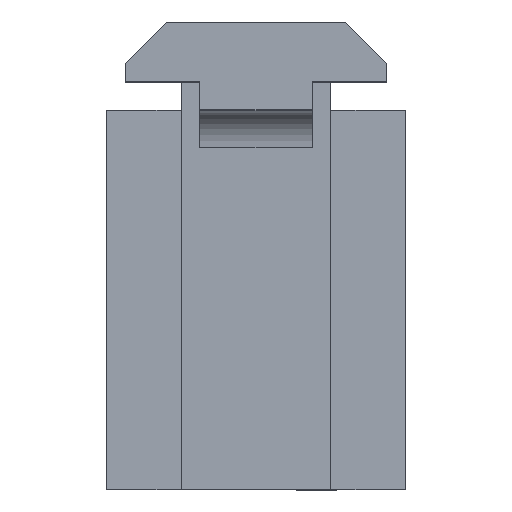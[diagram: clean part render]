
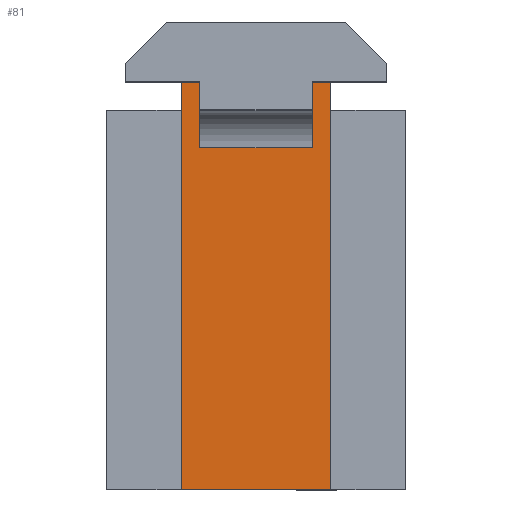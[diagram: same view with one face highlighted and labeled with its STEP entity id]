
A CAD part, top view. The second image highlights one B-rep face of the part: STEP entity #81.
In plain terms, the highlighted planar face has unit normal (0, 0, 1).
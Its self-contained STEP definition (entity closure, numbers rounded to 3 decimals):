
#81=ADVANCED_FACE('',(#169),#170,.T.);
#169=FACE_OUTER_BOUND('',#261,.T.);
#170=PLANE('',#262);
#261=EDGE_LOOP('',(#443,#444,#445,#446,#447,#448,#449,#450));
#262=AXIS2_PLACEMENT_3D('',#451,#452,#453);
#443=ORIENTED_EDGE('',*,*,#635,.T.);
#444=ORIENTED_EDGE('',*,*,#636,.F.);
#445=ORIENTED_EDGE('',*,*,#600,.F.);
#446=ORIENTED_EDGE('',*,*,#579,.T.);
#447=ORIENTED_EDGE('',*,*,#614,.T.);
#448=ORIENTED_EDGE('',*,*,#637,.T.);
#449=ORIENTED_EDGE('',*,*,#638,.T.);
#450=ORIENTED_EDGE('',*,*,#639,.F.);
#451=CARTESIAN_POINT('',(-4.4,-21.39,0.));
#452=DIRECTION('',(0.,0.,1.0));
#453=DIRECTION('',(0.,-1.0,0.));
#579=EDGE_CURVE('',#692,#690,#693,.T.);
#600=EDGE_CURVE('',#692,#727,#728,.T.);
#614=EDGE_CURVE('',#690,#749,#751,.T.);
#635=EDGE_CURVE('',#776,#777,#778,.T.);
#636=EDGE_CURVE('',#727,#777,#779,.T.);
#637=EDGE_CURVE('',#749,#780,#781,.T.);
#638=EDGE_CURVE('',#780,#782,#783,.T.);
#639=EDGE_CURVE('',#776,#782,#784,.T.);
#690=VERTEX_POINT('',#853);
#692=VERTEX_POINT('',#856);
#693=LINE('',#857,#858);
#727=VERTEX_POINT('',#917);
#728=LINE('',#918,#919);
#749=VERTEX_POINT('',#950);
#751=LINE('',#953,#954);
#776=VERTEX_POINT('',#990);
#777=VERTEX_POINT('',#991);
#778=LINE('',#992,#993);
#779=LINE('',#994,#995);
#780=VERTEX_POINT('',#996);
#781=LINE('',#997,#998);
#782=VERTEX_POINT('',#999);
#783=LINE('',#1000,#1001);
#784=LINE('',#1002,#1003);
#853=CARTESIAN_POINT('',(4.0,-20.3,0.));
#856=CARTESIAN_POINT('',(-4.0,-20.3,0.));
#857=CARTESIAN_POINT('',(-4.0,-20.3,0.));
#858=VECTOR('',#1087,8.0);
#917=CARTESIAN_POINT('',(-4.0,1.5,0.));
#918=CARTESIAN_POINT('',(-4.0,-20.3,0.));
#919=VECTOR('',#1107,21.8);
#950=CARTESIAN_POINT('',(4.0,1.5,0.));
#953=CARTESIAN_POINT('',(4.0,-20.3,0.));
#954=VECTOR('',#1119,21.8);
#990=CARTESIAN_POINT('',(-3.0,-2.0,0.));
#991=CARTESIAN_POINT('',(-3.0,1.5,0.));
#992=CARTESIAN_POINT('',(-3.0,-2.0,0.));
#993=VECTOR('',#1131,3.5);
#994=CARTESIAN_POINT('',(-4.0,1.5,0.));
#995=VECTOR('',#1132,1.0);
#996=CARTESIAN_POINT('',(3.0,1.5,0.));
#997=CARTESIAN_POINT('',(4.0,1.5,0.));
#998=VECTOR('',#1133,1.0);
#999=CARTESIAN_POINT('',(3.0,-2.0,0.));
#1000=CARTESIAN_POINT('',(3.0,1.5,0.));
#1001=VECTOR('',#1134,3.5);
#1002=CARTESIAN_POINT('',(-3.0,-2.0,0.));
#1003=VECTOR('',#1135,6.0);
#1087=DIRECTION('',(1.0,0.0,0.));
#1107=DIRECTION('',(0.,1.0,0.));
#1119=DIRECTION('',(0.,1.0,0.));
#1131=DIRECTION('',(0.,1.0,0.));
#1132=DIRECTION('',(1.0,0.0,0.));
#1133=DIRECTION('',(-1.0,0.0,0.));
#1134=DIRECTION('',(0.,-1.0,0.));
#1135=DIRECTION('',(1.0,0.0,0.));
